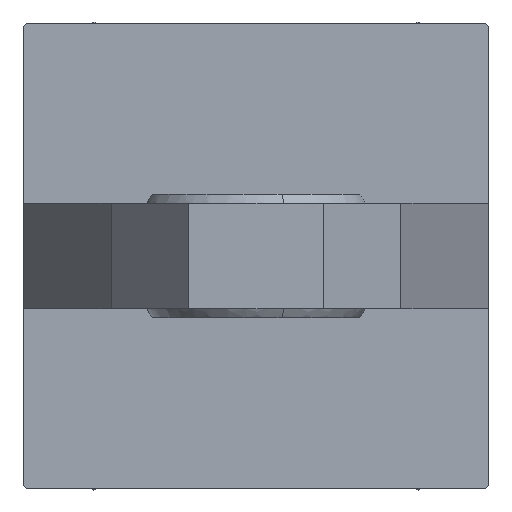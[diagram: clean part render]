
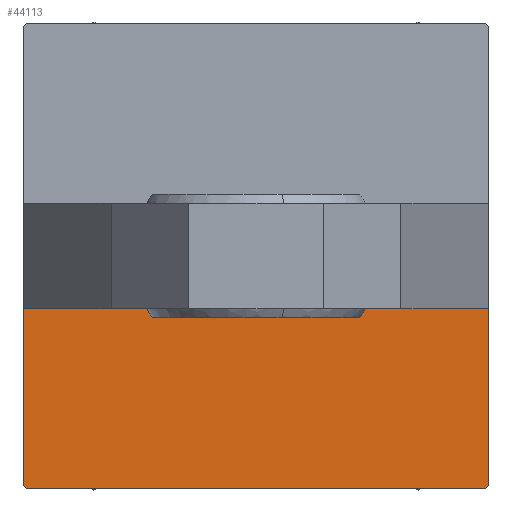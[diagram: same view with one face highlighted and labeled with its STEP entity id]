
A CAD part, left-side view. The second image highlights one B-rep face of the part: STEP entity #44113.
In plain terms, the highlighted planar face has unit normal (-1, 0, 0).
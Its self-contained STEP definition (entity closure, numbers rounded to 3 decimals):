
#412 = EDGE_CURVE ( 'NONE', #4570, #2487, #43064, .T. ) ;
#1937 = VERTEX_POINT ( 'NONE', #39926 ) ;
#2441 = EDGE_CURVE ( 'NONE', #9231, #4570, #17944, .T. ) ;
#2487 = VERTEX_POINT ( 'NONE', #11054 ) ;
#2953 = EDGE_LOOP ( 'NONE', ( #47825, #26951, #9916, #5056, #14083, #8013 ) ) ;
#3898 = VECTOR ( 'NONE', #42599, 1000. ) ;
#4027 = VERTEX_POINT ( 'NONE', #31238 ) ;
#4570 = VERTEX_POINT ( 'NONE', #37278 ) ;
#5056 = ORIENTED_EDGE ( 'NONE', *, *, #43687, .T. ) ;
#6242 = CARTESIAN_POINT ( 'NONE',  ( 0., -8.5, 37.5 ) ) ;
#7292 = CARTESIAN_POINT ( 'NONE',  ( 0., 37.5, 37.5 ) ) ;
#8013 = ORIENTED_EDGE ( 'NONE', *, *, #35398, .T. ) ;
#9231 = VERTEX_POINT ( 'NONE', #45702 ) ;
#9916 = ORIENTED_EDGE ( 'NONE', *, *, #412, .T. ) ;
#10531 = EDGE_CURVE ( 'NONE', #9231, #12264, #41875, .T. ) ;
#11054 = CARTESIAN_POINT ( 'NONE',  ( 0., -37., -37.5 ) ) ;
#12264 = VERTEX_POINT ( 'NONE', #37346 ) ;
#14083 = ORIENTED_EDGE ( 'NONE', *, *, #46344, .F. ) ;
#15872 = DIRECTION ( 'NONE',  ( 0., -1., 0. ) ) ;
#16131 = CARTESIAN_POINT ( 'NONE',  ( 0., 37.5, -37.5 ) ) ;
#17867 = PLANE ( 'NONE',  #38690 ) ;
#17944 = LINE ( 'NONE', #6242, #32022 ) ;
#18689 = DIRECTION ( 'NONE',  ( 0., 0., -1. ) ) ;
#25964 = FACE_OUTER_BOUND ( 'NONE', #2953, .T. ) ;
#26139 = CARTESIAN_POINT ( 'NONE',  ( 0., -37.25, -37.25 ) ) ;
#26951 = ORIENTED_EDGE ( 'NONE', *, *, #2441, .T. ) ;
#27774 = LINE ( 'NONE', #35682, #50081 ) ;
#29721 = LINE ( 'NONE', #26139, #48341 ) ;
#31238 = CARTESIAN_POINT ( 'NONE',  ( 0., -37.5, 37. ) ) ;
#32022 = VECTOR ( 'NONE', #18689, 1000. ) ;
#34380 = CARTESIAN_POINT ( 'NONE',  ( 0., -37.25, 37.25 ) ) ;
#35226 = VECTOR ( 'NONE', #45069, 1000. ) ;
#35398 = EDGE_CURVE ( 'NONE', #4027, #12264, #48859, .T. ) ;
#35682 = CARTESIAN_POINT ( 'NONE',  ( 0., -37.5, 37.5 ) ) ;
#37278 = CARTESIAN_POINT ( 'NONE',  ( 0., -8.5, -37.5 ) ) ;
#37346 = CARTESIAN_POINT ( 'NONE',  ( 0., -37., 37.5 ) ) ;
#37845 = DIRECTION ( 'NONE',  ( 0., -0.707, 0.707 ) ) ;
#38690 = AXIS2_PLACEMENT_3D ( 'NONE', #40991, #45033, #41484 ) ;
#38748 = DIRECTION ( 'NONE',  ( 0., 0., -1. ) ) ;
#39926 = CARTESIAN_POINT ( 'NONE',  ( 0., -37.5, -37. ) ) ;
#40991 = CARTESIAN_POINT ( 'NONE',  ( 0., 0., 0. ) ) ;
#41484 = DIRECTION ( 'NONE',  ( 0., 0., 1. ) ) ;
#41875 = LINE ( 'NONE', #7292, #3898 ) ;
#42599 = DIRECTION ( 'NONE',  ( 0., -1., 0. ) ) ;
#43064 = LINE ( 'NONE', #16131, #43322 ) ;
#43322 = VECTOR ( 'NONE', #15872, 1000. ) ;
#43687 = EDGE_CURVE ( 'NONE', #2487, #1937, #29721, .T. ) ;
#44113 = ADVANCED_FACE ( 'NONE', ( #25964 ), #17867, .T. ) ;
#45033 = DIRECTION ( 'NONE',  ( -1., 0., 0. ) ) ;
#45069 = DIRECTION ( 'NONE',  ( 0., 0.707, 0.707 ) ) ;
#45702 = CARTESIAN_POINT ( 'NONE',  ( 0., -8.5, 37.5 ) ) ;
#46344 = EDGE_CURVE ( 'NONE', #4027, #1937, #27774, .T. ) ;
#47825 = ORIENTED_EDGE ( 'NONE', *, *, #10531, .F. ) ;
#48341 = VECTOR ( 'NONE', #37845, 1000. ) ;
#48859 = LINE ( 'NONE', #34380, #35226 ) ;
#50081 = VECTOR ( 'NONE', #38748, 1000. ) ;
